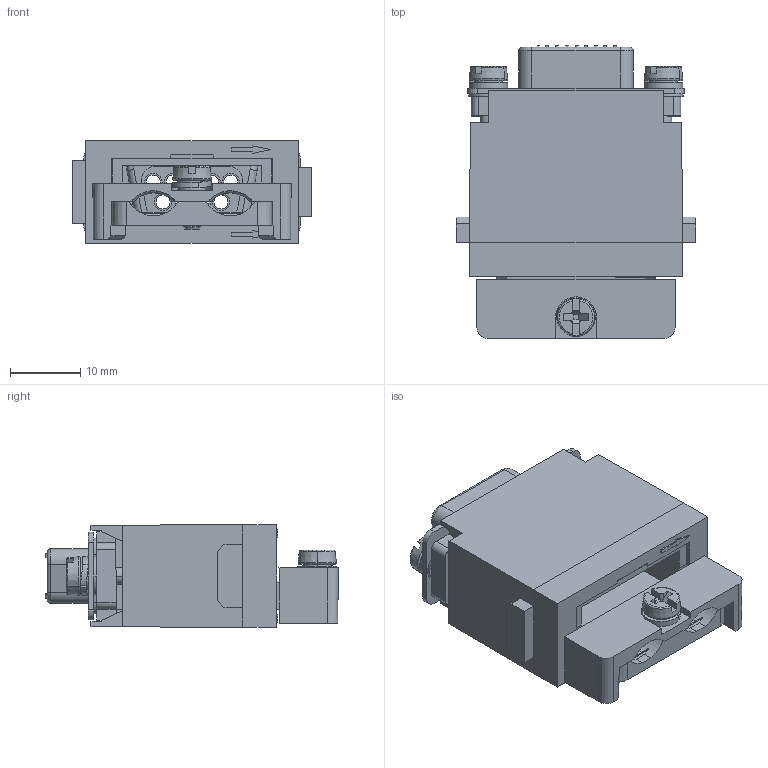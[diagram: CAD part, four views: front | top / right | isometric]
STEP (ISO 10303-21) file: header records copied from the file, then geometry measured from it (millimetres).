
FILE_DESCRIPTION(/* description */ (''),/* implementation_level */ '2;1');
FILE_NAME(/* name */ '3D_1290090200102_HMDS_2.2-009-FC_V1.1_stp.stp',/* time_stamp */ '2024-02-04T16:08:11+08:00',/* author */ (''),/* organization */ (''),/* preprocessor_version */ 'ST-DEVELOPER v18.1',/* originating_system */ 'SIEMENS PLM Software NX 1980',/* authorisation */ '');
FILE_SCHEMA (('AUTOMOTIVE_DESIGN { 1 0 10303 214 3 1 1 1 }'));
Length unit declared in the file: millimetre
Products named in the file (1): 1318193024BDb89g
Bounding box: 34.2 x 41.75 x 14.65 mm (x, y, z)
Volume: 8357.5 mm3; surface area: 10975.5 mm2
Topology: 1 solids, 1 shells, 605 faces, 1696 edges, 1125 vertices
Faces by surface type: plane 335, cylinder 164, cone 35, extrusion 29, torus 24, bspline 18
Entity records: 24975 total; most frequent: CARTESIAN_POINT 10082, ORIENTED_EDGE 3390, DIRECTION 2623, EDGE_CURVE 1695, VERTEX_POINT 1125, VECTOR 885, AXIS2_PLACEMENT_3D 869, LINE 856
